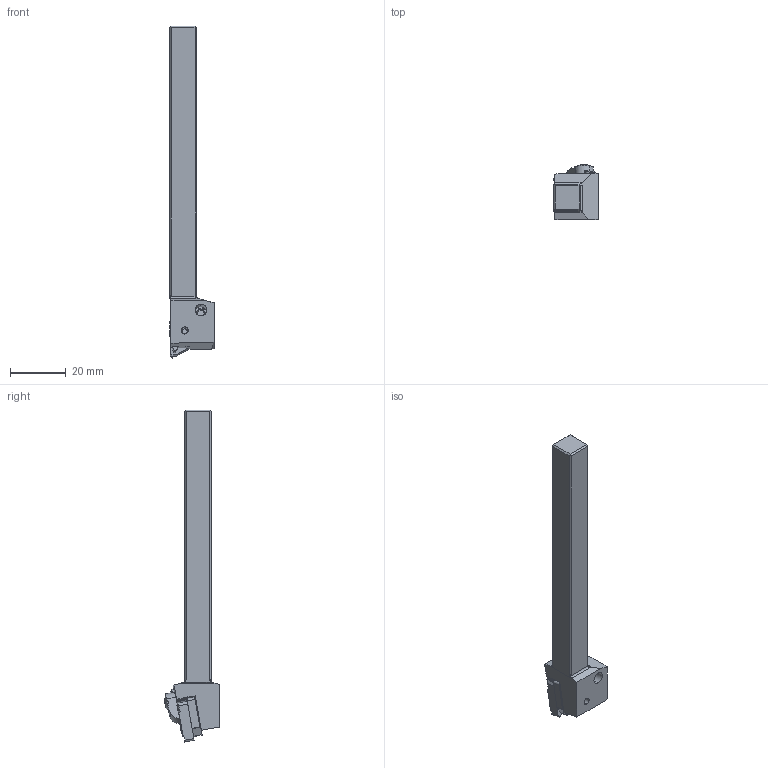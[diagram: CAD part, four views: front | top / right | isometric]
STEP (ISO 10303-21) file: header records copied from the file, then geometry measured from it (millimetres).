
FILE_DESCRIPTION(/* description */ (''),/* implementation_level */ '2;1');
FILE_NAME(/* name */ 'MMTER-063SM_100ISO-S.stp',/* time_stamp */ '2023-02-08T14:08:23+09:00',/* author */ (''),/* organization */ (''),/* preprocessor_version */ 'ST-DEVELOPER v16',/* originating_system */ 'SIEMENS PLM Software NX 10.0',/* authorisation */ '');
FILE_SCHEMA (('AUTOMOTIVE_DESIGN { 1 0 10303 214 3 1 1 1 }'));
Length unit declared in the file: millimetre
Products named in the file (1): MMTER-063SM_100ISO-S_ASM
Bounding box: 15.88 x 19.75 x 119.27 mm (x, y, z)
Volume: 12735.5 mm3; surface area: 6557.9 mm2
Topology: 2 solids, 2 shells, 229 faces, 718 edges, 518 vertices
Faces by surface type: plane 123, cylinder 75, cone 21, torus 9, bspline 1
Entity records: 8533 total; most frequent: CARTESIAN_POINT 1829, DIRECTION 1405, ORIENTED_EDGE 1372, EDGE_CURVE 686, AXIS2_PLACEMENT_3D 499, VERTEX_POINT 457, LINE 407, VECTOR 407
